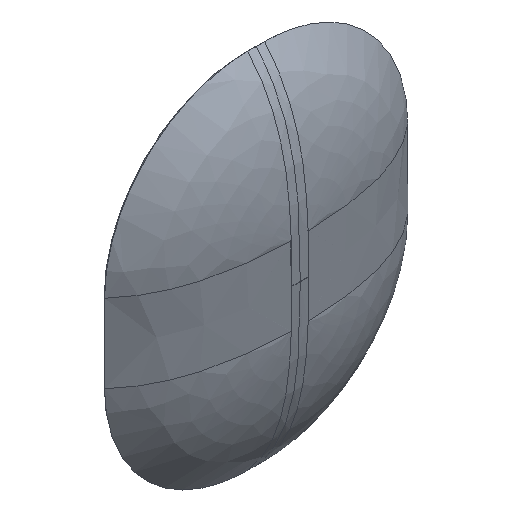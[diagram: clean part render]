
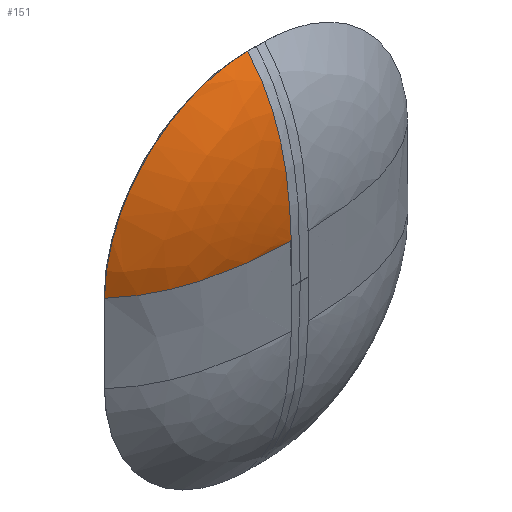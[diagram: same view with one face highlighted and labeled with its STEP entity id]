
A CAD part, isometric view. The second image highlights one B-rep face of the part: STEP entity #151.
In plain terms, the highlighted free-form (B-spline) face has degree [3, 3] with [7, 7] control points.
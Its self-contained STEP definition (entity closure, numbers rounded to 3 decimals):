
#151=ADVANCED_FACE('',(#266),#1595,.T.);
#266=FACE_OUTER_BOUND('',#385,.T.);
#385=EDGE_LOOP('',(#743,#744,#745,#746));
#743=ORIENTED_EDGE('',*,*,#1075,.F.);
#744=ORIENTED_EDGE('',*,*,#1077,.F.);
#745=ORIENTED_EDGE('',*,*,#1076,.T.);
#746=ORIENTED_EDGE('',*,*,#1113,.F.);
#1075=EDGE_CURVE('',#1503,#1504,#1270,.T.);
#1076=EDGE_CURVE('',#1506,#1505,#1271,.T.);
#1077=EDGE_CURVE('',#1506,#1503,#1367,.T.);
#1113=EDGE_CURVE('',#1504,#1505,#1377,.T.);
#1270=B_SPLINE_CURVE_WITH_KNOTS('',3,(#3680,#3681,#3682,#3683,#3684,#3685,
#3686),.UNSPECIFIED.,.F.,.F.,(4,1,1,1,4),(-191.97,-155.226,
-118.482,-81.737,-44.993),.UNSPECIFIED.);
#1271=B_SPLINE_CURVE_WITH_KNOTS('',3,(#3687,#3688,#3689,#3690,#3691,#3692,
#3693),.UNSPECIFIED.,.F.,.F.,(4,1,1,1,4),(-191.97,-155.226,
-118.482,-81.737,-44.993),.UNSPECIFIED.);
#1367=(
BOUNDED_CURVE()
B_SPLINE_CURVE(3,(#3694,#3695,#3696,#3697,#3698,#3699,#3700,#3701,#3702,
#3703,#3704,#3705,#3706),.UNSPECIFIED.,.F.,.F.)
B_SPLINE_CURVE_WITH_KNOTS((4,3,3,3,4),(-137.043,-102.782,
-68.522,-34.261,0.),.UNSPECIFIED.)
CURVE()
GEOMETRIC_REPRESENTATION_ITEM()
RATIONAL_B_SPLINE_CURVE((1.,0.951,0.915,0.89,
0.866,0.854,0.854,0.854,
0.866,0.89,0.915,0.951,
1.))
REPRESENTATION_ITEM('')
);
#1377=(
BOUNDED_CURVE()
B_SPLINE_CURVE(3,(#3914,#3915,#3916,#3917,#3918,#3919,#3920,#3921,#3922,
#3923,#3924,#3925,#3926),.UNSPECIFIED.,.F.,.F.)
B_SPLINE_CURVE_WITH_KNOTS((4,3,3,3,4),(0.,34.261,68.522,
102.782,137.043),.UNSPECIFIED.)
CURVE()
GEOMETRIC_REPRESENTATION_ITEM()
RATIONAL_B_SPLINE_CURVE((1.,0.951,0.915,0.89,
0.866,0.854,0.854,0.854,
0.866,0.89,0.915,0.951,
1.))
REPRESENTATION_ITEM('')
);
#1503=VERTEX_POINT('',#3523);
#1504=VERTEX_POINT('',#3524);
#1505=VERTEX_POINT('',#3525);
#1506=VERTEX_POINT('',#3526);
#1595=(
BOUNDED_SURFACE()
B_SPLINE_SURFACE(3,3,((#2501,#2502,#2503,#2504,#2505,#2506,#2507),(#2508,
#2509,#2510,#2511,#2512,#2513,#2514),(#2515,#2516,#2517,#2518,#2519,#2520,
#2521),(#2522,#2523,#2524,#2525,#2526,#2527,#2528),(#2529,#2530,#2531,#2532,
#2533,#2534,#2535),(#2536,#2537,#2538,#2539,#2540,#2541,#2542),(#2543,#2544,
#2545,#2546,#2547,#2548,#2549)),.UNSPECIFIED.,.F.,.F.,.F.)
B_SPLINE_SURFACE_WITH_KNOTS((4,1,1,1,4),(4,1,1,1,4),(44.993,81.737,
118.482,155.226,191.97),(0.,34.261,
68.522,102.782,137.043),.UNSPECIFIED.)
GEOMETRIC_REPRESENTATION_ITEM()
RATIONAL_B_SPLINE_SURFACE(((1.,0.951,0.878,0.841,
0.878,0.951,1.),(1.,0.951,
0.878,0.841,0.878,0.951,
1.),(1.,0.951,0.878,0.841,
0.878,0.951,1.),(1.,0.951,
0.878,0.841,0.878,0.951,
1.),(1.,0.951,0.878,0.841,
0.878,0.951,1.),(1.,0.951,
0.878,0.841,0.878,0.951,
1.),(1.,0.951,0.878,0.841,
0.878,0.951,1.)))
REPRESENTATION_ITEM('')
SURFACE()
);
#2501=CARTESIAN_POINT('',(2.981,-60.972,329.519));
#2502=CARTESIAN_POINT('',(2.938,-60.972,329.519));
#2503=CARTESIAN_POINT('',(2.848,-60.972,329.503));
#2504=CARTESIAN_POINT('',(2.727,-60.972,329.425));
#2505=CARTESIAN_POINT('',(2.649,-60.972,329.305));
#2506=CARTESIAN_POINT('',(2.632,-60.972,329.215));
#2507=CARTESIAN_POINT('',(2.632,-60.972,329.172));
#2508=CARTESIAN_POINT('',(2.981,-60.655,338.767));
#2509=CARTESIAN_POINT('',(1.784,-60.655,338.767));
#2510=CARTESIAN_POINT('',(-0.719,-60.655,338.311));
#2511=CARTESIAN_POINT('',(-4.048,-60.655,336.153));
#2512=CARTESIAN_POINT('',(-6.221,-60.655,332.847));
#2513=CARTESIAN_POINT('',(-6.679,-60.655,330.361));
#2514=CARTESIAN_POINT('',(-6.679,-60.655,329.172));
#2515=CARTESIAN_POINT('',(2.981,-59.501,356.96));
#2516=CARTESIAN_POINT('',(-0.486,-59.501,356.96));
#2517=CARTESIAN_POINT('',(-7.737,-59.501,355.641));
#2518=CARTESIAN_POINT('',(-17.378,-59.501,349.391));
#2519=CARTESIAN_POINT('',(-23.671,-59.501,339.816));
#2520=CARTESIAN_POINT('',(-24.999,-59.501,332.615));
#2521=CARTESIAN_POINT('',(-24.999,-59.501,329.172));
#2522=CARTESIAN_POINT('',(2.981,-54.921,382.84));
#2523=CARTESIAN_POINT('',(-3.714,-54.921,382.84));
#2524=CARTESIAN_POINT('',(-17.718,-54.921,380.293));
#2525=CARTESIAN_POINT('',(-36.339,-54.922,368.222));
#2526=CARTESIAN_POINT('',(-48.493,-54.922,349.729));
#2527=CARTESIAN_POINT('',(-51.058,-54.922,335.822));
#2528=CARTESIAN_POINT('',(-51.058,-54.922,329.172));
#2529=CARTESIAN_POINT('',(2.981,-46.167,406.787));
#2530=CARTESIAN_POINT('',(-6.702,-46.167,406.787));
#2531=CARTESIAN_POINT('',(-26.953,-46.168,403.104));
#2532=CARTESIAN_POINT('',(-53.882,-46.169,385.647));
#2533=CARTESIAN_POINT('',(-71.46,-46.17,358.902));
#2534=CARTESIAN_POINT('',(-75.169,-46.17,338.789));
#2535=CARTESIAN_POINT('',(-75.169,-46.17,329.172));
#2536=CARTESIAN_POINT('',(2.981,-36.665,421.065));
#2537=CARTESIAN_POINT('',(-8.482,-36.665,421.065));
#2538=CARTESIAN_POINT('',(-32.459,-36.665,416.704));
#2539=CARTESIAN_POINT('',(-64.341,-36.667,396.036));
#2540=CARTESIAN_POINT('',(-85.153,-36.669,364.372));
#2541=CARTESIAN_POINT('',(-89.545,-36.669,340.558));
#2542=CARTESIAN_POINT('',(-89.545,-36.669,329.172));
#2543=CARTESIAN_POINT('',(2.981,-30.789,427.67));
#2544=CARTESIAN_POINT('',(-9.306,-30.789,427.67));
#2545=CARTESIAN_POINT('',(-35.006,-30.79,422.996));
#2546=CARTESIAN_POINT('',(-69.181,-30.792,400.843));
#2547=CARTESIAN_POINT('',(-91.489,-30.794,366.903));
#2548=CARTESIAN_POINT('',(-96.197,-30.794,341.377));
#2549=CARTESIAN_POINT('',(-96.197,-30.794,329.172));
#3523=CARTESIAN_POINT('',(2.981,-30.789,427.67));
#3524=CARTESIAN_POINT('',(2.981,-60.972,329.519));
#3525=CARTESIAN_POINT('',(2.632,-60.972,329.172));
#3526=CARTESIAN_POINT('',(-96.197,-30.794,329.172));
#3680=CARTESIAN_POINT('',(2.981,-30.789,427.67));
#3681=CARTESIAN_POINT('',(2.981,-36.665,421.065));
#3682=CARTESIAN_POINT('',(2.981,-46.168,406.787));
#3683=CARTESIAN_POINT('',(2.981,-54.921,382.84));
#3684=CARTESIAN_POINT('',(2.981,-59.501,356.96));
#3685=CARTESIAN_POINT('',(2.981,-60.655,338.767));
#3686=CARTESIAN_POINT('',(2.981,-60.972,329.519));
#3687=CARTESIAN_POINT('',(-96.197,-30.794,329.172));
#3688=CARTESIAN_POINT('',(-89.545,-36.669,329.172));
#3689=CARTESIAN_POINT('',(-75.169,-46.17,329.172));
#3690=CARTESIAN_POINT('',(-51.058,-54.922,329.172));
#3691=CARTESIAN_POINT('',(-24.999,-59.501,329.172));
#3692=CARTESIAN_POINT('',(-6.679,-60.655,329.172));
#3693=CARTESIAN_POINT('',(2.632,-60.972,329.172));
#3694=CARTESIAN_POINT('',(-96.197,-30.794,329.172));
#3695=CARTESIAN_POINT('',(-96.197,-30.794,341.377));
#3696=CARTESIAN_POINT('',(-93.937,-30.794,353.629));
#3697=CARTESIAN_POINT('',(-89.233,-30.793,365.43));
#3698=CARTESIAN_POINT('',(-84.263,-30.793,377.897));
#3699=CARTESIAN_POINT('',(-76.83,-30.792,389.206));
#3700=CARTESIAN_POINT('',(-67.147,-30.792,398.822));
#3701=CARTESIAN_POINT('',(-57.464,-30.791,408.439));
#3702=CARTESIAN_POINT('',(-46.077,-30.79,415.82));
#3703=CARTESIAN_POINT('',(-33.524,-30.79,420.755));
#3704=CARTESIAN_POINT('',(-21.642,-30.789,425.427));
#3705=CARTESIAN_POINT('',(-9.306,-30.789,427.67));
#3706=CARTESIAN_POINT('',(2.981,-30.789,427.67));
#3914=CARTESIAN_POINT('',(2.981,-60.972,329.519));
#3915=CARTESIAN_POINT('',(2.938,-60.972,329.519));
#3916=CARTESIAN_POINT('',(2.895,-60.972,329.511));
#3917=CARTESIAN_POINT('',(2.853,-60.972,329.495));
#3918=CARTESIAN_POINT('',(2.809,-60.972,329.478));
#3919=CARTESIAN_POINT('',(2.769,-60.972,329.452));
#3920=CARTESIAN_POINT('',(2.735,-60.972,329.418));
#3921=CARTESIAN_POINT('',(2.7,-60.972,329.384));
#3922=CARTESIAN_POINT('',(2.674,-60.972,329.344));
#3923=CARTESIAN_POINT('',(2.657,-60.972,329.3));
#3924=CARTESIAN_POINT('',(2.64,-60.972,329.258));
#3925=CARTESIAN_POINT('',(2.632,-60.972,329.215));
#3926=CARTESIAN_POINT('',(2.632,-60.972,329.172));
